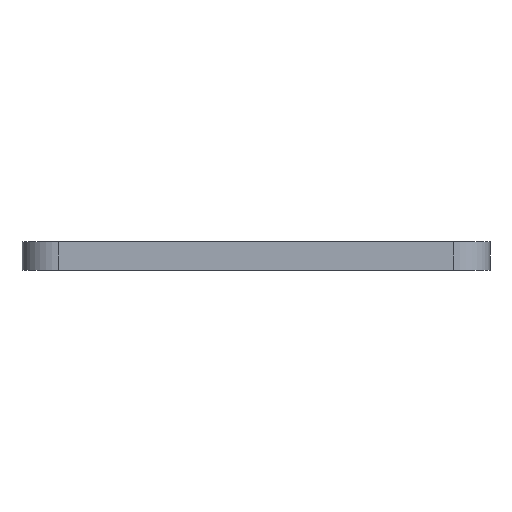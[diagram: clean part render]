
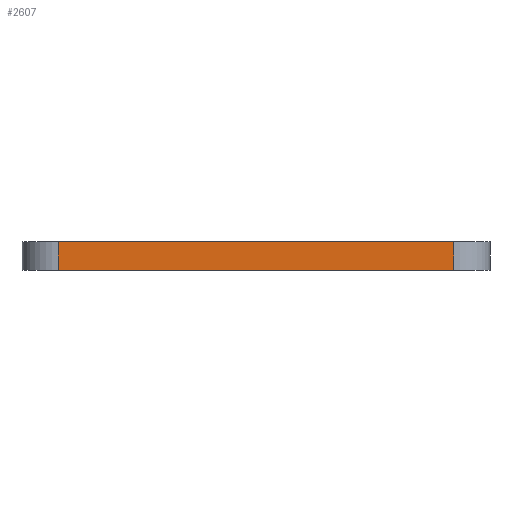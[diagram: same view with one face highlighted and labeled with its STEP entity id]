
A CAD part, left-side view. The second image highlights one B-rep face of the part: STEP entity #2607.
In plain terms, the highlighted planar face has unit normal (-1, 0, 0).
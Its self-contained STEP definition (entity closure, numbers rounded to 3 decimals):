
#47=PLANE('',#2790);
#191=FACE_OUTER_BOUND('',#337,.T.);
#337=EDGE_LOOP('',(#2313,#2314,#2315,#2316));
#729=LINE('',#7940,#855);
#740=LINE('',#11192,#866);
#749=LINE('',#11216,#875);
#750=LINE('',#11218,#876);
#855=VECTOR('',#3156,10.);
#866=VECTOR('',#3227,10.);
#875=VECTOR('',#3254,10.);
#876=VECTOR('',#3257,10.);
#1117=VERTEX_POINT('',#7936);
#1119=VERTEX_POINT('',#7939);
#1138=VERTEX_POINT('',#11190);
#1144=VERTEX_POINT('',#11214);
#1482=EDGE_CURVE('',#1117,#1119,#729,.T.);
#1533=EDGE_CURVE('',#1138,#1117,#740,.T.);
#1545=EDGE_CURVE('',#1119,#1144,#749,.T.);
#1546=EDGE_CURVE('',#1144,#1138,#750,.T.);
#2313=ORIENTED_EDGE('',*,*,#1533,.F.);
#2314=ORIENTED_EDGE('',*,*,#1546,.F.);
#2315=ORIENTED_EDGE('',*,*,#1545,.F.);
#2316=ORIENTED_EDGE('',*,*,#1482,.F.);
#2607=ADVANCED_FACE('',(#191),#47,.F.);
#2790=AXIS2_PLACEMENT_3D('',#11217,#3255,#3256);
#3156=DIRECTION('',(0.,1.,0.));
#3227=DIRECTION('',(0.,0.,-1.));
#3254=DIRECTION('',(0.,0.,1.));
#3255=DIRECTION('center_axis',(1.,0.,0.));
#3256=DIRECTION('ref_axis',(0.,-1.,0.));
#3257=DIRECTION('',(0.,-1.,0.));
#7936=CARTESIAN_POINT('',(-56.195,-43.625,-9.525));
#7939=CARTESIAN_POINT('',(-56.195,43.625,-9.525));
#7940=CARTESIAN_POINT('',(-56.195,25.813,-9.525));
#11190=CARTESIAN_POINT('',(-56.195,-43.625,-3.175));
#11192=CARTESIAN_POINT('',(-56.195,-43.625,-3.175));
#11214=CARTESIAN_POINT('',(-56.195,43.625,-3.175));
#11216=CARTESIAN_POINT('',(-56.195,43.625,-3.175));
#11217=CARTESIAN_POINT('Origin',(-56.195,51.625,-3.175));
#11218=CARTESIAN_POINT('',(-56.195,25.813,-3.175));
